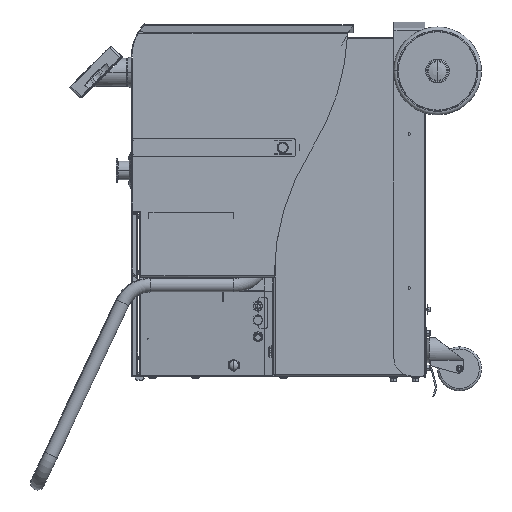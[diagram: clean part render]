
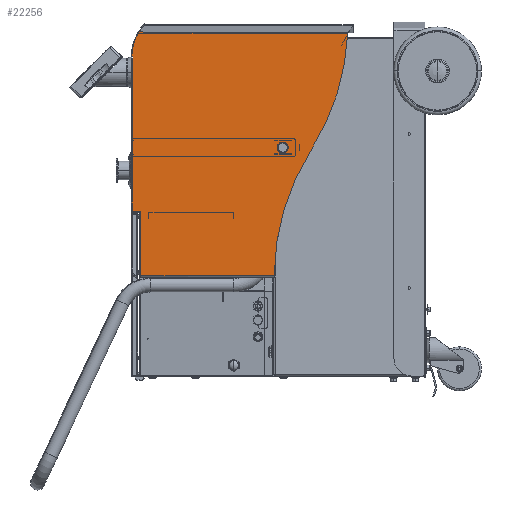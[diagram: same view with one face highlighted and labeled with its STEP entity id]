
A CAD part, left-side view. The second image highlights one B-rep face of the part: STEP entity #22256.
In plain terms, the highlighted planar face has unit normal (-1, 0, 0).
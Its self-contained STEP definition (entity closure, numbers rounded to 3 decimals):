
#19876=DIRECTION('',(0.,0.,1.));
#19877=VECTOR('',#19876,347.352);
#19878=CARTESIAN_POINT('',(-172.5,663.6,-392.));
#19879=LINE('',#19878,#19877);
#19880=DIRECTION('',(0.,-1.,0.));
#19881=VECTOR('',#19880,0.6);
#19882=CARTESIAN_POINT('',(-172.5,663.6,-44.648));
#19883=LINE('',#19882,#19881);
#19884=DIRECTION('',(0.,0.,-1.));
#19885=VECTOR('',#19884,3.);
#19886=CARTESIAN_POINT('',(-172.5,663.,-41.648));
#19887=LINE('',#19886,#19885);
#19888=DIRECTION('',(0.,-1.,0.));
#19889=VECTOR('',#19888,1.8);
#19890=CARTESIAN_POINT('',(-172.5,664.8,-41.648));
#19891=LINE('',#19890,#19889);
#19892=CARTESIAN_POINT('',(-172.5,556.,-41.648));
#19893=DIRECTION('',(1.,0.,0.));
#19894=DIRECTION('',(0.,1.,0.));
#19895=AXIS2_PLACEMENT_3D('',#19892,#19893,#19894);
#19897=DIRECTION('',(0.,-0.995,-0.1));
#19898=VECTOR('',#19897,28.814);
#19899=CARTESIAN_POINT('',(-172.5,648.355,15.867));
#19900=LINE('',#19899,#19898);
#19901=DIRECTION('',(0.,1.,0.));
#19902=VECTOR('',#19901,445.577);
#19903=CARTESIAN_POINT('',(-172.5,174.107,13.));
#19904=LINE('',#19903,#19902);
#19905=CARTESIAN_POINT('',(-172.5,708.469,33.85));
#19906=DIRECTION('',(1.,0.,0.));
#19907=DIRECTION('',(0.,-0.999,-0.039));
#19908=AXIS2_PLACEMENT_3D('',#19905,#19906,#19907);
#19910=CARTESIAN_POINT('',(-172.5,-193.769,-540.5));
#19911=DIRECTION('',(1.,0.,0.));
#19912=DIRECTION('',(0.,1.,0.003));
#19913=AXIS2_PLACEMENT_3D('',#19910,#19911,#19912);
#19915=DIRECTION('',(0.,-1.,0.));
#19916=VECTOR('',#19915,303.002);
#19917=CARTESIAN_POINT('',(-172.5,644.,-539.));
#19918=LINE('',#19917,#19916);
#19919=DIRECTION('',(0.,0.,-1.));
#19920=VECTOR('',#19919,142.);
#19921=CARTESIAN_POINT('',(-172.5,644.,-397.));
#19922=LINE('',#19921,#19920);
#19923=DIRECTION('',(0.,0.,1.));
#19924=VECTOR('',#19923,5.);
#19925=CARTESIAN_POINT('',(-172.5,644.,-397.));
#19926=LINE('',#19925,#19924);
#19927=DIRECTION('',(0.,1.,0.));
#19928=VECTOR('',#19927,3.);
#19929=CARTESIAN_POINT('',(-172.5,644.,-392.));
#19930=LINE('',#19929,#19928);
#19931=DIRECTION('',(0.,0.,-1.));
#19932=VECTOR('',#19931,3.);
#19933=CARTESIAN_POINT('',(-172.5,647.,-392.));
#19934=LINE('',#19933,#19932);
#19935=DIRECTION('',(0.,0.,-1.));
#19936=VECTOR('',#19935,3.);
#19937=CARTESIAN_POINT('',(-172.5,663.,-392.));
#19938=LINE('',#19937,#19936);
#19939=DIRECTION('',(0.,-1.,0.));
#19940=VECTOR('',#19939,0.6);
#19941=CARTESIAN_POINT('',(-172.5,663.6,-392.));
#19942=LINE('',#19941,#19940);
#20041=DIRECTION('',(0.,-1.,0.));
#20042=VECTOR('',#20041,16.);
#20043=CARTESIAN_POINT('',(-172.5,663.,-395.));
#20044=LINE('',#20043,#20042);
#21346=CARTESIAN_POINT('',(-172.5,644.,-397.));
#21348=VERTEX_POINT('',#21346);
#21349=CARTESIAN_POINT('',(-172.5,644.,-539.));
#21350=VERTEX_POINT('',#21349);
#21353=CARTESIAN_POINT('',(-172.5,644.,-392.));
#21354=CARTESIAN_POINT('',(-172.5,647.,-392.));
#21355=VERTEX_POINT('',#21353);
#21356=VERTEX_POINT('',#21354);
#21357=CARTESIAN_POINT('',(-172.5,647.,-395.));
#21358=VERTEX_POINT('',#21357);
#21385=CARTESIAN_POINT('',(-172.5,174.107,13.));
#21387=VERTEX_POINT('',#21385);
#21389=CARTESIAN_POINT('',(-172.5,257.35,-253.325));
#21390=VERTEX_POINT('',#21389);
#21398=CARTESIAN_POINT('',(-172.5,619.684,13.));
#21400=VERTEX_POINT('',#21398);
#21415=CARTESIAN_POINT('',(-172.5,663.,-41.648));
#21416=CARTESIAN_POINT('',(-172.5,663.,-44.648));
#21417=VERTEX_POINT('',#21415);
#21418=VERTEX_POINT('',#21416);
#21431=CARTESIAN_POINT('',(-172.5,663.,-395.));
#21432=VERTEX_POINT('',#21431);
#21435=CARTESIAN_POINT('',(-172.5,663.,-392.));
#21437=VERTEX_POINT('',#21435);
#21455=CARTESIAN_POINT('',(-172.5,664.8,-41.648));
#21456=VERTEX_POINT('',#21455);
#21581=CARTESIAN_POINT('',(-172.5,340.998,-539.));
#21582=VERTEX_POINT('',#21581);
#21632=CARTESIAN_POINT('',(-172.5,663.6,-44.648));
#21634=VERTEX_POINT('',#21632);
#21635=CARTESIAN_POINT('',(-172.5,663.6,-392.));
#21636=VERTEX_POINT('',#21635);
#21656=CARTESIAN_POINT('',(-172.5,648.355,15.867));
#21658=VERTEX_POINT('',#21656);
#22221=CARTESIAN_POINT('',(-172.5,173.5,-542.));
#22222=DIRECTION('',(-1.,0.,0.));
#22223=DIRECTION('',(0.,0.,1.));
#22224=AXIS2_PLACEMENT_3D('',#22221,#22222,#22223);
#22225=PLANE('',#22224);
#22226=ORIENTED_EDGE('',*,*,#21959,.T.);
#22227=ORIENTED_EDGE('',*,*,#21981,.T.);
#22228=ORIENTED_EDGE('',*,*,#22137,.F.);
#22229=ORIENTED_EDGE('',*,*,#22023,.F.);
#22231=ORIENTED_EDGE('',*,*,#22230,.T.);
#22233=ORIENTED_EDGE('',*,*,#22232,.T.);
#22235=ORIENTED_EDGE('',*,*,#22234,.F.);
#22237=ORIENTED_EDGE('',*,*,#22236,.T.);
#22239=ORIENTED_EDGE('',*,*,#22238,.F.);
#22241=ORIENTED_EDGE('',*,*,#22240,.F.);
#22243=ORIENTED_EDGE('',*,*,#22242,.F.);
#22245=ORIENTED_EDGE('',*,*,#22244,.T.);
#22247=ORIENTED_EDGE('',*,*,#22246,.T.);
#22249=ORIENTED_EDGE('',*,*,#22248,.T.);
#22251=ORIENTED_EDGE('',*,*,#22250,.F.);
#22252=ORIENTED_EDGE('',*,*,#22182,.F.);
#22253=ORIENTED_EDGE('',*,*,#21938,.F.);
#22254=EDGE_LOOP('',(#22226,#22227,#22228,#22229,#22231,#22233,#22235,#22237,
#22239,#22241,#22243,#22245,#22247,#22249,#22251,#22252,#22253));
#22255=FACE_OUTER_BOUND('',#22254,.F.);
#22256=ADVANCED_FACE('',(#22255),#22225,.T.);
#19896=CIRCLE('',#19895,108.8);
#19909=CIRCLE('',#19908,534.769);
#19914=CIRCLE('',#19913,534.769);
#21938=EDGE_CURVE('',#21636,#21437,#19942,.T.);
#21959=EDGE_CURVE('',#21636,#21634,#19879,.T.);
#21981=EDGE_CURVE('',#21634,#21418,#19883,.T.);
#22023=EDGE_CURVE('',#21456,#21417,#19891,.T.);
#22137=EDGE_CURVE('',#21417,#21418,#19887,.T.);
#22182=EDGE_CURVE('',#21437,#21432,#19938,.T.);
#22230=EDGE_CURVE('',#21456,#21658,#19896,.T.);
#22232=EDGE_CURVE('',#21658,#21400,#19900,.T.);
#22234=EDGE_CURVE('',#21387,#21400,#19904,.T.);
#22236=EDGE_CURVE('',#21387,#21390,#19909,.T.);
#22238=EDGE_CURVE('',#21582,#21390,#19914,.T.);
#22240=EDGE_CURVE('',#21350,#21582,#19918,.T.);
#22242=EDGE_CURVE('',#21348,#21350,#19922,.T.);
#22244=EDGE_CURVE('',#21348,#21355,#19926,.T.);
#22246=EDGE_CURVE('',#21355,#21356,#19930,.T.);
#22248=EDGE_CURVE('',#21356,#21358,#19934,.T.);
#22250=EDGE_CURVE('',#21432,#21358,#20044,.T.);
